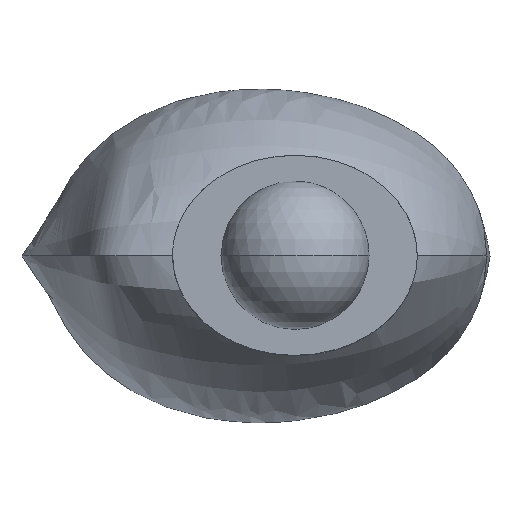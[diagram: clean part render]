
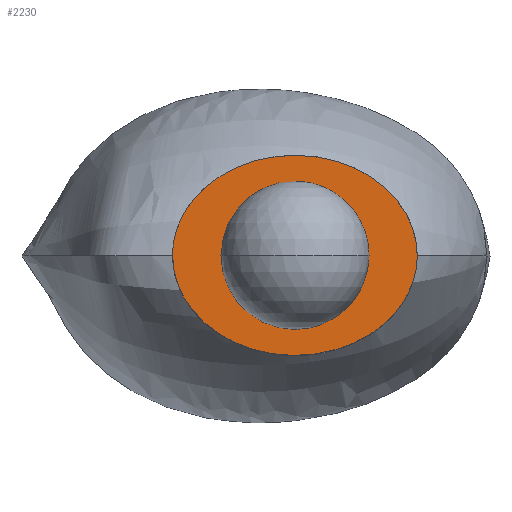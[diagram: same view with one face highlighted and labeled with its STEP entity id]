
A CAD part, top view. The second image highlights one B-rep face of the part: STEP entity #2230.
In plain terms, the highlighted planar face has unit normal (0, 0, 1).
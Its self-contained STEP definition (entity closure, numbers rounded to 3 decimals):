
#163 = VERTEX_POINT ( 'NONE', #2643 ) ;
#198 = VERTEX_POINT ( 'NONE', #1615 ) ;
#232 = FACE_BOUND ( 'NONE', #563, .T. ) ;
#251 = ORIENTED_EDGE ( 'NONE', *, *, #2835, .F. ) ;
#563 = EDGE_LOOP ( 'NONE', ( #576, #251 ) ) ;
#576 = ORIENTED_EDGE ( 'NONE', *, *, #2416, .F. ) ;
#590 = EDGE_LOOP ( 'NONE', ( #2959, #2184 ) ) ;
#693 = CARTESIAN_POINT ( 'NONE',  ( -41.189, 0., 170. ) ) ;
#844 = DIRECTION ( 'NONE',  ( 0., 0., 1. ) ) ;
#915 = FACE_OUTER_BOUND ( 'NONE', #590, .T. ) ;
#1090 = DIRECTION ( 'NONE',  ( 1., 0., 0. ) ) ;
#1288 = CARTESIAN_POINT ( 'NONE',  ( 68.811, 0., 170. ) ) ;
#1329 = CARTESIAN_POINT ( 'NONE',  ( -6.189, 0., 170. ) ) ;
#1378 = DIRECTION ( 'NONE',  ( 0., 0., 1. ) ) ;
#1489 = CIRCLE ( 'NONE', #2313, 20. ) ;
#1588 = CARTESIAN_POINT ( 'NONE',  ( 33.811, 0., 170. ) ) ;
#1615 = CARTESIAN_POINT ( 'NONE',  ( 68.811, 0., 170. ) ) ;
#1689 =( BOUNDED_CURVE ( )  B_SPLINE_CURVE ( 3, ( #1695, #2031, #2178, #693 ),
 .UNSPECIFIED., .F., .T. ) 
 B_SPLINE_CURVE_WITH_KNOTS ( ( 4, 4 ),
 ( 0., 3.142 ),
 .UNSPECIFIED. ) 
 CURVE ( )  GEOMETRIC_REPRESENTATION_ITEM ( )  RATIONAL_B_SPLINE_CURVE ( ( 1., 0.333, 0.333, 1. ) ) 
 REPRESENTATION_ITEM ( '' )  );
#1695 = CARTESIAN_POINT ( 'NONE',  ( 68.811, 0., 170. ) ) ;
#1784 = AXIS2_PLACEMENT_3D ( 'NONE', #2844, #1378, #3105 ) ;
#2031 = CARTESIAN_POINT ( 'NONE',  ( 68.811, 90., 170. ) ) ;
#2068 = VERTEX_POINT ( 'NONE', #1329 ) ;
#2178 = CARTESIAN_POINT ( 'NONE',  ( -41.189, 90., 170. ) ) ;
#2184 = ORIENTED_EDGE ( 'NONE', *, *, #3139, .T. ) ;
#2230 = ADVANCED_FACE ( 'NONE', ( #232, #915 ), #2314, .T. ) ;
#2244 =( BOUNDED_CURVE ( )  B_SPLINE_CURVE ( 3, ( #2473, #2968, #2753, #1288 ),
 .UNSPECIFIED., .F., .F. ) 
 B_SPLINE_CURVE_WITH_KNOTS ( ( 4, 4 ),
 ( 3.142, 6.283 ),
 .UNSPECIFIED. ) 
 CURVE ( )  GEOMETRIC_REPRESENTATION_ITEM ( )  RATIONAL_B_SPLINE_CURVE ( ( 1., 0.333, 0.333, 1. ) ) 
 REPRESENTATION_ITEM ( '' )  );
#2268 = AXIS2_PLACEMENT_3D ( 'NONE', #2793, #2555, #1090 ) ;
#2313 = AXIS2_PLACEMENT_3D ( 'NONE', #2328, #844, #2570 ) ;
#2314 = PLANE ( 'NONE',  #2268 ) ;
#2328 = CARTESIAN_POINT ( 'NONE',  ( 13.811, 0., 170. ) ) ;
#2361 = VERTEX_POINT ( 'NONE', #1588 ) ;
#2416 = EDGE_CURVE ( 'NONE', #2361, #2068, #1489, .T. ) ;
#2473 = CARTESIAN_POINT ( 'NONE',  ( -41.189, 0., 170. ) ) ;
#2555 = DIRECTION ( 'NONE',  ( 0., 0., 1. ) ) ;
#2570 = DIRECTION ( 'NONE',  ( 1., 0., 0. ) ) ;
#2643 = CARTESIAN_POINT ( 'NONE',  ( -41.189, 0., 170. ) ) ;
#2753 = CARTESIAN_POINT ( 'NONE',  ( 68.811, -90., 170. ) ) ;
#2793 = CARTESIAN_POINT ( 'NONE',  ( 13.811, 0., 170. ) ) ;
#2835 = EDGE_CURVE ( 'NONE', #2068, #2361, #2962, .T. ) ;
#2844 = CARTESIAN_POINT ( 'NONE',  ( 13.811, 0., 170. ) ) ;
#2959 = ORIENTED_EDGE ( 'NONE', *, *, #3205, .T. ) ;
#2962 = CIRCLE ( 'NONE', #1784, 20. ) ;
#2968 = CARTESIAN_POINT ( 'NONE',  ( -41.189, -90., 170. ) ) ;
#3105 = DIRECTION ( 'NONE',  ( 1., 0., 0. ) ) ;
#3139 = EDGE_CURVE ( 'NONE', #163, #198, #2244, .T. ) ;
#3205 = EDGE_CURVE ( 'NONE', #198, #163, #1689, .T. ) ;
